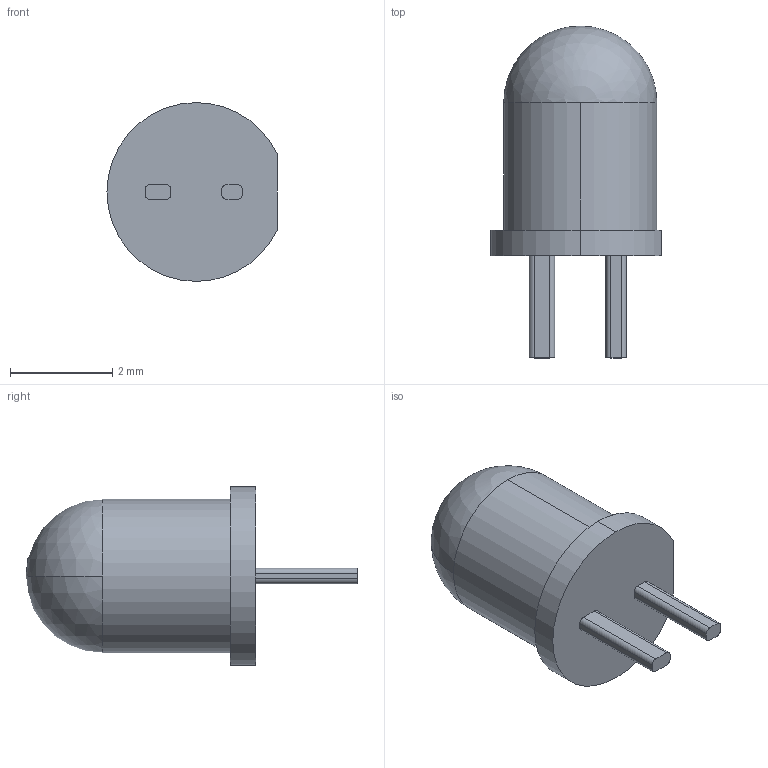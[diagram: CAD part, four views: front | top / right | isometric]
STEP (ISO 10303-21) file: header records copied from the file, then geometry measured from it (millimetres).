
FILE_DESCRIPTION (( 'STEP AP214' ), '1' );
FILE_NAME ('LED 3mm Green.STEP', '2013-03-16T12:01:58', ( 'Markus Walter' ), ( '' ), 'SwSTEP 2.0', 'SolidWorks 2007', '' );
FILE_SCHEMA (( 'AUTOMOTIVE_DESIGN' ));
Length unit declared in the file: millimetre
Products named in the file (1): LED 3mm Green
Bounding box: 3.33 x 6.5 x 3.5 mm (x, y, z)
Volume: 30 mm3; surface area: 60.3 mm2
Topology: 1 solids, 1 shells, 28 faces, 72 edges, 47 vertices
Faces by surface type: cylinder 13, plane 13, sphere 2
Entity records: 985 total; most frequent: DIRECTION 158, CARTESIAN_POINT 146, ORIENTED_EDGE 140, EDGE_CURVE 70, AXIS2_PLACEMENT_3D 59, VERTEX_POINT 47, VECTOR 40, LINE 40
